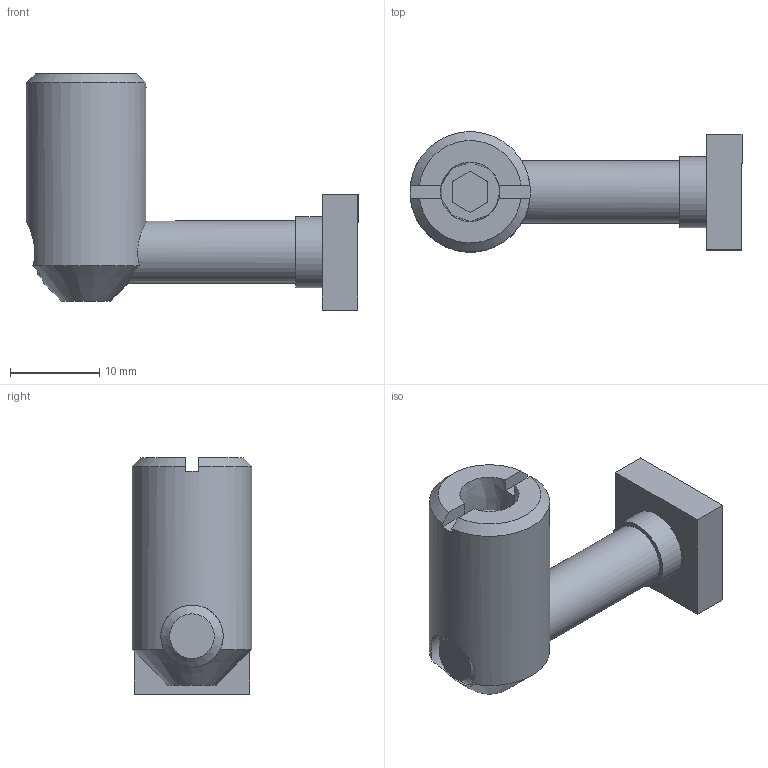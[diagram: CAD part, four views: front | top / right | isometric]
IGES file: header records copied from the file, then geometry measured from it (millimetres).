
Global section: file name: 311500.stp.ipt; native system: Autodesk Inventor 2014; preprocessor: unknown; author: zeman; date: 20151020.095920; units: millimetre
Bounding box: 37.25 x 13.45 x 26.5 mm (x, y, z)
Volume: 4715.5 mm3; surface area: 3372.5 mm2
Topology: 3 solids, 3 shells, 39 faces, 96 edges, 63 vertices
Faces by surface type: plane 28, cone 5, cylinder 4, revolution 2
Full cylindrical faces by diameter (mm): 7 x1, 8 x2, 13.5 x1
